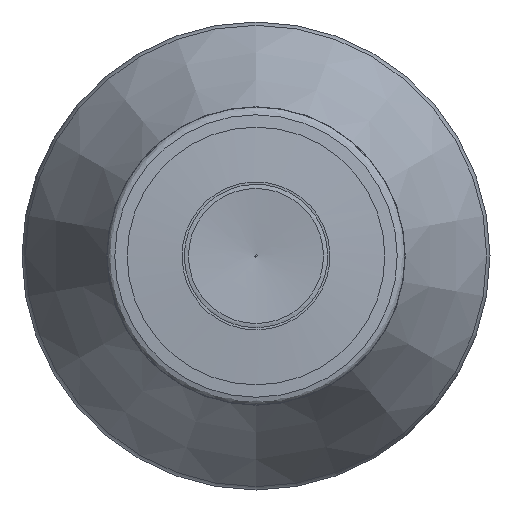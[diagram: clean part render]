
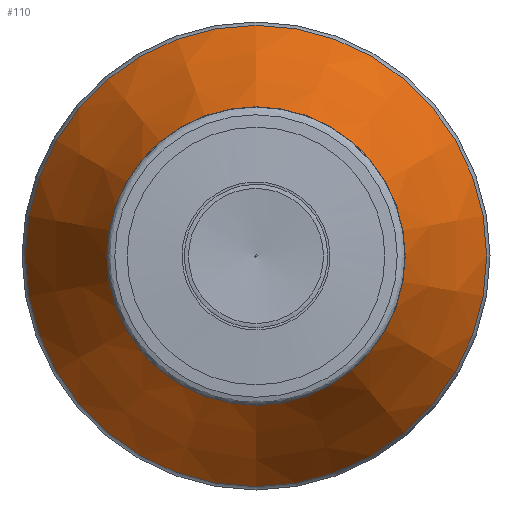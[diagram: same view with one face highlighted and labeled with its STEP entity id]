
A CAD part, left-side view. The second image highlights one B-rep face of the part: STEP entity #110.
In plain terms, the highlighted conical face has half-angle 26.565 degrees and reference radius 21.683 mm.
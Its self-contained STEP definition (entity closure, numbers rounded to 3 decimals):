
#88=CONICAL_SURFACE('',#432,21.683,26.565);
#110=ADVANCED_FACE('',(#163,#164),#88,.T.);
#163=FACE_BOUND('',#220,.T.);
#164=FACE_BOUND('',#221,.T.);
#220=EDGE_LOOP('',(#280));
#221=EDGE_LOOP('',(#281));
#280=ORIENTED_EDGE('',*,*,#356,.T.);
#281=ORIENTED_EDGE('',*,*,#355,.F.);
#325=VERTEX_POINT('',#616);
#326=VERTEX_POINT('',#619);
#355=EDGE_CURVE('',#325,#325,#385,.T.);
#356=EDGE_CURVE('',#326,#326,#386,.T.);
#385=CIRCLE('',#429,21.683);
#386=CIRCLE('',#431,14.028);
#429=AXIS2_PLACEMENT_3D('',#615,#511,#512);
#431=AXIS2_PLACEMENT_3D('',#618,#515,#516);
#432=AXIS2_PLACEMENT_3D('',#620,#517,#518);
#511=DIRECTION('',(1.,0.,0.));
#512=DIRECTION('',(0.,0.,1.));
#515=DIRECTION('',(1.,0.,0.));
#516=DIRECTION('',(0.,0.,1.));
#517=DIRECTION('',(1.,0.,0.));
#518=DIRECTION('',(0.,0.,-1.));
#615=CARTESIAN_POINT('',(161.367,0.,0.));
#616=CARTESIAN_POINT('',(161.367,0.,21.683));
#618=CARTESIAN_POINT('',(146.056,0.,0.));
#619=CARTESIAN_POINT('',(146.056,0.,14.028));
#620=CARTESIAN_POINT('',(161.367,0.,0.));
